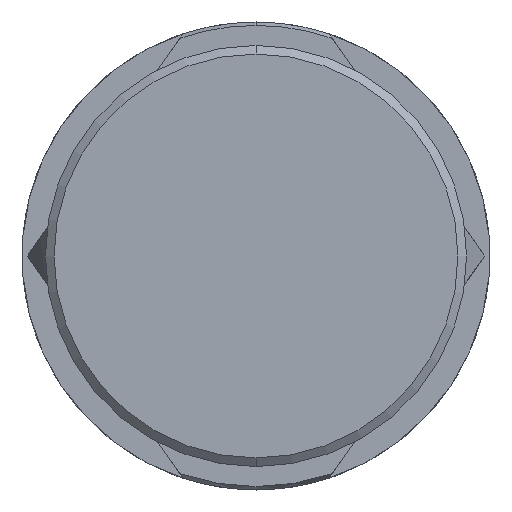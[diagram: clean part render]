
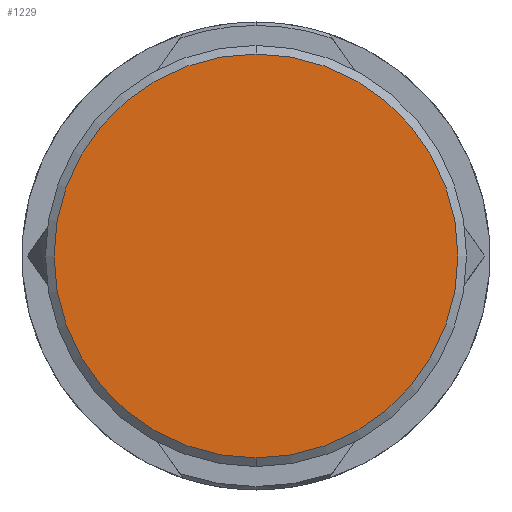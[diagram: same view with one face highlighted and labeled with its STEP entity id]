
A CAD part, front view. The second image highlights one B-rep face of the part: STEP entity #1229.
In plain terms, the highlighted planar face has unit normal (0, -1, 0).
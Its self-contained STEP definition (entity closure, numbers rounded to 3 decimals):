
#93 = EDGE_CURVE ( 'NONE', #633, #460, #494, .T. ) ;
#295 = PLANE ( 'NONE',  #342 ) ;
#311 = CARTESIAN_POINT ( 'NONE',  ( 0., 0., 0. ) ) ;
#342 = AXIS2_PLACEMENT_3D ( 'NONE', #311, #507, #1257 ) ;
#361 = CARTESIAN_POINT ( 'NONE',  ( 0., 0., 8.63 ) ) ;
#444 = DIRECTION ( 'NONE',  ( 0., 0., -1. ) ) ;
#445 = DIRECTION ( 'NONE',  ( 0., -1., 0. ) ) ;
#446 = CARTESIAN_POINT ( 'NONE',  ( 0., 0., 0. ) ) ;
#460 = VERTEX_POINT ( 'NONE', #565 ) ;
#494 = CIRCLE ( 'NONE', #790, 8.63 ) ;
#507 = DIRECTION ( 'NONE',  ( 0., 1., 0. ) ) ;
#516 = EDGE_CURVE ( 'NONE', #460, #633, #819, .T. ) ;
#565 = CARTESIAN_POINT ( 'NONE',  ( 0., 0., -8.63 ) ) ;
#569 = AXIS2_PLACEMENT_3D ( 'NONE', #446, #445, #444 ) ;
#588 = ORIENTED_EDGE ( 'NONE', *, *, #93, .T. ) ;
#617 = ORIENTED_EDGE ( 'NONE', *, *, #516, .T. ) ;
#633 = VERTEX_POINT ( 'NONE', #361 ) ;
#781 = EDGE_LOOP ( 'NONE', ( #588, #617 ) ) ;
#790 = AXIS2_PLACEMENT_3D ( 'NONE', #1133, #1130, #1128 ) ;
#819 = CIRCLE ( 'NONE', #569, 8.63 ) ;
#1128 = DIRECTION ( 'NONE',  ( 0., 0., -1. ) ) ;
#1130 = DIRECTION ( 'NONE',  ( 0., -1., 0. ) ) ;
#1131 = FACE_OUTER_BOUND ( 'NONE', #781, .T. ) ;
#1133 = CARTESIAN_POINT ( 'NONE',  ( 0., 0., 0. ) ) ;
#1229 = ADVANCED_FACE ( 'NONE', ( #1131 ), #295, .F. ) ;
#1257 = DIRECTION ( 'NONE',  ( 0., 0., 1. ) ) ;
